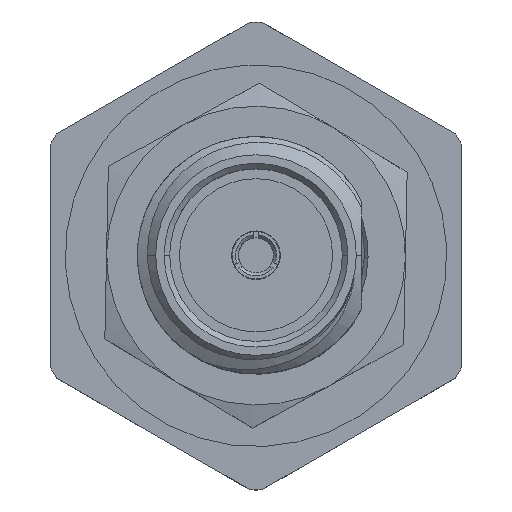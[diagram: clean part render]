
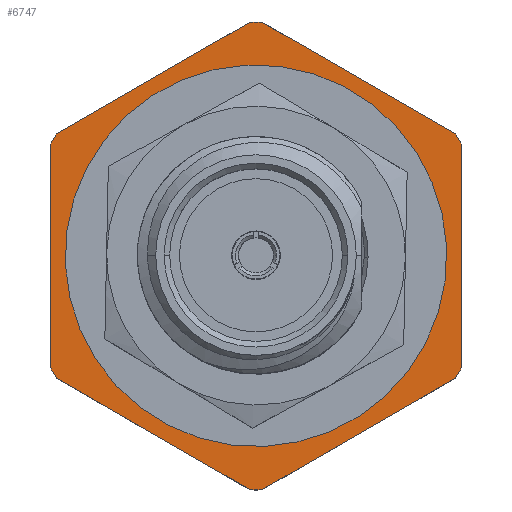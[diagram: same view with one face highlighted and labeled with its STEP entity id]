
A CAD part, top view. The second image highlights one B-rep face of the part: STEP entity #6747.
In plain terms, the highlighted planar face has unit normal (0, 0, 1).
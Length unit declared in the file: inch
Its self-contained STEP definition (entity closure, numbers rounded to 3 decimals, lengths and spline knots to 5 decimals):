
#198 = VERTEX_POINT ( 'NONE', #18873 ) ;
#433 = DIRECTION ( 'NONE',  ( 0., 0., 1. ) ) ;
#442 = AXIS2_PLACEMENT_3D ( 'NONE', #13318, #433, #21683 ) ;
#1336 = VERTEX_POINT ( 'NONE', #17467 ) ;
#1369 = ORIENTED_EDGE ( 'NONE', *, *, #9814, .F. ) ;
#1547 = VERTEX_POINT ( 'NONE', #10208 ) ;
#1634 = CARTESIAN_POINT ( 'NONE',  ( -0.32392, -0.01491, 0.9252 ) ) ;
#2124 = DIRECTION ( 'NONE',  ( 1., 0., 0. ) ) ;
#2172 = CARTESIAN_POINT ( 'NONE',  ( -0.14302, -0.01491, 0.9252 ) ) ;
#2437 = DIRECTION ( 'NONE',  ( 1., 0., 0. ) ) ;
#2451 = ORIENTED_EDGE ( 'NONE', *, *, #12268, .T. ) ;
#2527 = AXIS2_PLACEMENT_3D ( 'NONE', #19574, #6244, #2437 ) ;
#2541 = DIRECTION ( 'NONE',  ( 0., 0., 1. ) ) ;
#2635 = CARTESIAN_POINT ( 'NONE',  ( -0.14302, -0.01491, 0.9252 ) ) ;
#2893 = EDGE_CURVE ( 'NONE', #22515, #1547, #24502, .T. ) ;
#2932 = VERTEX_POINT ( 'NONE', #7620 ) ;
#3136 = CARTESIAN_POINT ( 'NONE',  ( -0.35333, 0.1137, 0.9252 ) ) ;
#3474 = DIRECTION ( 'NONE',  ( -0.866, 0.5, 0. ) ) ;
#3625 = CARTESIAN_POINT ( 'NONE',  ( -0.35333, -0.14353, 0.9252 ) ) ;
#4112 = DIRECTION ( 'NONE',  ( 1., 0., 0. ) ) ;
#4253 = EDGE_LOOP ( 'NONE', ( #12002, #14127, #6098, #7867, #20403, #2451, #24885, #23851, #21196, #11629, #9537, #5988 ) ) ;
#4566 = LINE ( 'NONE', #20057, #18248 ) ;
#5570 = VERTEX_POINT ( 'NONE', #3136 ) ;
#5671 = CARTESIAN_POINT ( 'NONE',  ( 0.07352, 0.10291, 0.9252 ) ) ;
#5744 = DIRECTION ( 'NONE',  ( 1., 0., 0. ) ) ;
#5783 = CARTESIAN_POINT ( 'NONE',  ( -0.35955, 0.1101, 0.9252 ) ) ;
#5988 = ORIENTED_EDGE ( 'NONE', *, *, #9404, .T. ) ;
#6081 = AXIS2_PLACEMENT_3D ( 'NONE', #22838, #2541, #5744 ) ;
#6082 = VERTEX_POINT ( 'NONE', #5671 ) ;
#6098 = ORIENTED_EDGE ( 'NONE', *, *, #17080, .T. ) ;
#6194 = DIRECTION ( 'NONE',  ( 1., 0., 0. ) ) ;
#6227 = DIRECTION ( 'NONE',  ( 1., 0., 0. ) ) ;
#6244 = DIRECTION ( 'NONE',  ( 0., 0., 1. ) ) ;
#6460 = VERTEX_POINT ( 'NONE', #3625 ) ;
#6747 = ADVANCED_FACE ( 'NONE', ( #13532, #15670 ), #15549, .T. ) ;
#6886 = CARTESIAN_POINT ( 'NONE',  ( 0.06729, -0.14353, 0.9252 ) ) ;
#6957 = VECTOR ( 'NONE', #20663, 39.37008 ) ;
#7189 = DIRECTION ( 'NONE',  ( 0.866, 0.5, 0. ) ) ;
#7395 = EDGE_CURVE ( 'NONE', #5570, #22051, #14931, .T. ) ;
#7538 = EDGE_CURVE ( 'NONE', #6082, #22515, #24173, .T. ) ;
#7620 = CARTESIAN_POINT ( 'NONE',  ( -0.14925, -0.26135, 0.9252 ) ) ;
#7867 = ORIENTED_EDGE ( 'NONE', *, *, #7538, .T. ) ;
#8353 = EDGE_CURVE ( 'NONE', #15306, #1336, #14893, .T. ) ;
#8534 = VERTEX_POINT ( 'NONE', #8764 ) ;
#8764 = CARTESIAN_POINT ( 'NONE',  ( -0.13679, -0.26135, 0.9252 ) ) ;
#9092 = CIRCLE ( 'NONE', #14303, 0.24652 ) ;
#9324 = CARTESIAN_POINT ( 'NONE',  ( 0.07352, -0.13993, 0.9252 ) ) ;
#9404 = EDGE_CURVE ( 'NONE', #2932, #8534, #18919, .T. ) ;
#9495 = VERTEX_POINT ( 'NONE', #1634 ) ;
#9537 = ORIENTED_EDGE ( 'NONE', *, *, #18762, .T. ) ;
#9814 = EDGE_CURVE ( 'NONE', #9495, #15318, #22941, .T. ) ;
#10208 = CARTESIAN_POINT ( 'NONE',  ( -0.13679, 0.23153, 0.9252 ) ) ;
#10650 = VECTOR ( 'NONE', #12870, 39.37008 ) ;
#10812 = DIRECTION ( 'NONE',  ( 1., 0., 0. ) ) ;
#11339 = DIRECTION ( 'NONE',  ( 0., -1., 0. ) ) ;
#11589 = CARTESIAN_POINT ( 'NONE',  ( -0.35955, 0.10291, 0.9252 ) ) ;
#11629 = ORIENTED_EDGE ( 'NONE', *, *, #19880, .T. ) ;
#11864 = CARTESIAN_POINT ( 'NONE',  ( 0.06729, 0.1137, 0.9252 ) ) ;
#11969 = AXIS2_PLACEMENT_3D ( 'NONE', #15264, #20916, #13148 ) ;
#12002 = ORIENTED_EDGE ( 'NONE', *, *, #19115, .T. ) ;
#12119 = CARTESIAN_POINT ( 'NONE',  ( -0.14302, -0.01491, 0.9252 ) ) ;
#12268 = EDGE_CURVE ( 'NONE', #1547, #17879, #9092, .T. ) ;
#12381 = CIRCLE ( 'NONE', #11969, 0.18091 ) ;
#12570 = EDGE_LOOP ( 'NONE', ( #21297, #1369 ) ) ;
#12677 = CARTESIAN_POINT ( 'NONE',  ( 0.03789, -0.01491, 0.9252 ) ) ;
#12870 = DIRECTION ( 'NONE',  ( -0.866, -0.5, 0. ) ) ;
#13148 = DIRECTION ( 'NONE',  ( 1., 0., 0. ) ) ;
#13318 = CARTESIAN_POINT ( 'NONE',  ( -0.14302, -0.01491, 0.9252 ) ) ;
#13532 = FACE_BOUND ( 'NONE', #12570, .T. ) ;
#13986 = CARTESIAN_POINT ( 'NONE',  ( -0.14302, -0.26495, 0.9252 ) ) ;
#14127 = ORIENTED_EDGE ( 'NONE', *, *, #8353, .T. ) ;
#14303 = AXIS2_PLACEMENT_3D ( 'NONE', #2635, #19652, #6194 ) ;
#14559 = AXIS2_PLACEMENT_3D ( 'NONE', #12119, #19762, #2124 ) ;
#14576 = EDGE_CURVE ( 'NONE', #15318, #9495, #12381, .T. ) ;
#14893 = CIRCLE ( 'NONE', #23309, 0.24652 ) ;
#14931 = CIRCLE ( 'NONE', #6081, 0.24652 ) ;
#15264 = CARTESIAN_POINT ( 'NONE',  ( -0.14302, -0.01491, 0.9252 ) ) ;
#15306 = VERTEX_POINT ( 'NONE', #6886 ) ;
#15318 = VERTEX_POINT ( 'NONE', #12677 ) ;
#15352 = VECTOR ( 'NONE', #11339, 39.37008 ) ;
#15549 = PLANE ( 'NONE',  #24292 ) ;
#15670 = FACE_OUTER_BOUND ( 'NONE', #4253, .T. ) ;
#15685 = CARTESIAN_POINT ( 'NONE',  ( -0.14925, 0.23153, 0.9252 ) ) ;
#16694 = CARTESIAN_POINT ( 'NONE',  ( -0.14302, -0.01491, 0.9252 ) ) ;
#16760 = EDGE_CURVE ( 'NONE', #22051, #198, #18982, .T. ) ;
#16768 = VECTOR ( 'NONE', #3474, 39.37008 ) ;
#17080 = EDGE_CURVE ( 'NONE', #1336, #6082, #22759, .T. ) ;
#17190 = CARTESIAN_POINT ( 'NONE',  ( -0.14302, -0.01491, 0.9252 ) ) ;
#17467 = CARTESIAN_POINT ( 'NONE',  ( 0.07352, -0.13274, 0.9252 ) ) ;
#17879 = VERTEX_POINT ( 'NONE', #15685 ) ;
#18248 = VECTOR ( 'NONE', #19788, 39.37008 ) ;
#18762 = EDGE_CURVE ( 'NONE', #6460, #2932, #4566, .T. ) ;
#18873 = CARTESIAN_POINT ( 'NONE',  ( -0.35955, -0.13274, 0.9252 ) ) ;
#18919 = CIRCLE ( 'NONE', #19741, 0.24652 ) ;
#18982 = LINE ( 'NONE', #5783, #15352 ) ;
#19115 = EDGE_CURVE ( 'NONE', #8534, #15306, #23406, .T. ) ;
#19191 = DIRECTION ( 'NONE',  ( 0., 0., 1. ) ) ;
#19202 = EDGE_CURVE ( 'NONE', #17879, #5570, #24523, .T. ) ;
#19553 = DIRECTION ( 'NONE',  ( 0., 0., 1. ) ) ;
#19574 = CARTESIAN_POINT ( 'NONE',  ( -0.14302, -0.01491, 0.9252 ) ) ;
#19652 = DIRECTION ( 'NONE',  ( 0., 0., 1. ) ) ;
#19741 = AXIS2_PLACEMENT_3D ( 'NONE', #17190, #19191, #4112 ) ;
#19762 = DIRECTION ( 'NONE',  ( 0., 0., 1. ) ) ;
#19788 = DIRECTION ( 'NONE',  ( 0.866, -0.5, 0. ) ) ;
#19880 = EDGE_CURVE ( 'NONE', #198, #6460, #20241, .T. ) ;
#20057 = CARTESIAN_POINT ( 'NONE',  ( -0.35955, -0.13993, 0.9252 ) ) ;
#20241 = CIRCLE ( 'NONE', #2527, 0.24652 ) ;
#20403 = ORIENTED_EDGE ( 'NONE', *, *, #2893, .T. ) ;
#20663 = DIRECTION ( 'NONE',  ( 0., 1., 0. ) ) ;
#20728 = CARTESIAN_POINT ( 'NONE',  ( 0.07352, 0.1101, 0.9252 ) ) ;
#20916 = DIRECTION ( 'NONE',  ( 0., 0., 1. ) ) ;
#21059 = VECTOR ( 'NONE', #7189, 39.37008 ) ;
#21196 = ORIENTED_EDGE ( 'NONE', *, *, #16760, .T. ) ;
#21297 = ORIENTED_EDGE ( 'NONE', *, *, #14576, .F. ) ;
#21683 = DIRECTION ( 'NONE',  ( 1., 0., 0. ) ) ;
#22051 = VERTEX_POINT ( 'NONE', #11589 ) ;
#22125 = CARTESIAN_POINT ( 'NONE',  ( -0.14302, 0.23512, 0.9252 ) ) ;
#22515 = VERTEX_POINT ( 'NONE', #11864 ) ;
#22759 = LINE ( 'NONE', #9324, #6957 ) ;
#22838 = CARTESIAN_POINT ( 'NONE',  ( -0.14302, -0.01491, 0.9252 ) ) ;
#22941 = CIRCLE ( 'NONE', #14559, 0.18091 ) ;
#23309 = AXIS2_PLACEMENT_3D ( 'NONE', #16694, #24372, #10812 ) ;
#23406 = LINE ( 'NONE', #13986, #21059 ) ;
#23851 = ORIENTED_EDGE ( 'NONE', *, *, #7395, .T. ) ;
#24173 = CIRCLE ( 'NONE', #442, 0.24652 ) ;
#24292 = AXIS2_PLACEMENT_3D ( 'NONE', #2172, #19553, #6227 ) ;
#24372 = DIRECTION ( 'NONE',  ( 0., 0., 1. ) ) ;
#24502 = LINE ( 'NONE', #20728, #16768 ) ;
#24523 = LINE ( 'NONE', #22125, #10650 ) ;
#24885 = ORIENTED_EDGE ( 'NONE', *, *, #19202, .T. ) ;
